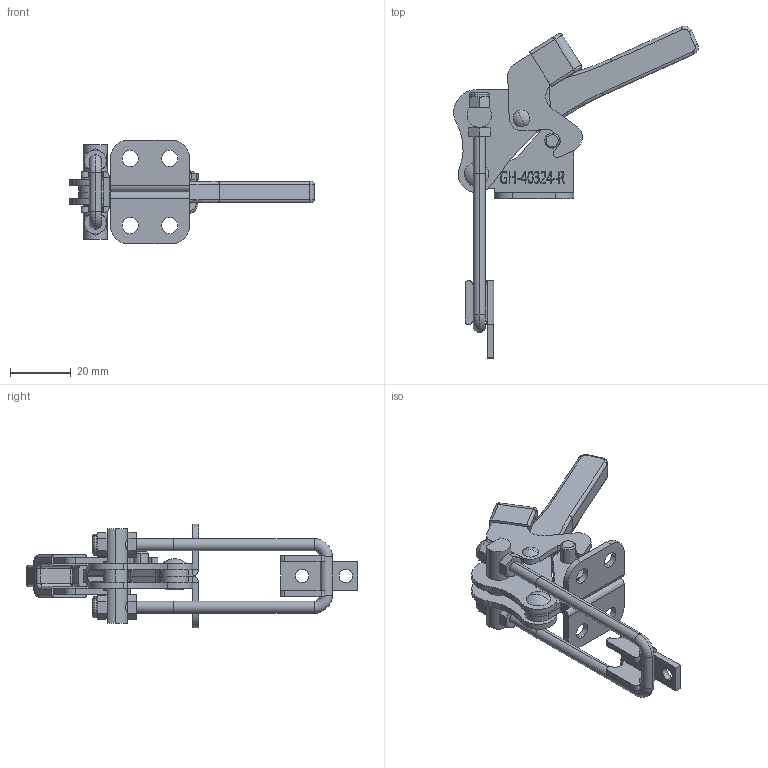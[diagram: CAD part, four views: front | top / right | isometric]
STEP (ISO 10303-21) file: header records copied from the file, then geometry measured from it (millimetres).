
FILE_DESCRIPTION (( 'STEP AP214' ), '1' );
FILE_NAME ('GH-40324-R(Â²¤Æ).STEP', '2020-07-08T01:44:05', ( 'LinWei' ), ( '' ), 'SwSTEP 2.0', 'SolidWorks 2016', '' );
FILE_SCHEMA (( 'AUTOMOTIVE_DESIGN' ));
Length unit declared in the file: millimetre
Products named in the file (6): Group1^GH-40324-R(簡化); GH-40324-R(簡化); 14032414-2^GH-40324-R(簡化); Group4^GH-40324-R(簡化); Group3^GH-40324-R(簡化); Group2^GH-40324-R(簡化)
Assembly tree (5 placements, depth 2):
  GH-40324-R(簡化)
    Group1^GH-40324-R(簡化)
    Group2^GH-40324-R(簡化)
    Group3^GH-40324-R(簡化)
    Group4^GH-40324-R(簡化)
    14032414-2^GH-40324-R(簡化)
Bounding box: 80.21 x 108.86 x 34 mm (x, y, z)
Volume: 17656.2 mm3; surface area: 15877.3 mm2
Topology: 7 solids, 7 shells, 827 faces, 2116 edges, 1344 vertices
Faces by surface type: plane 374, cylinder 180, bspline 177, cone 62, torus 30, sphere 4
Entity records: 31878 total; most frequent: CARTESIAN_POINT 11852, ORIENTED_EDGE 4232, DIRECTION 3410, EDGE_CURVE 2116, VERTEX_POINT 1344, LINE 1194, VECTOR 1194, AXIS2_PLACEMENT_3D 1108
